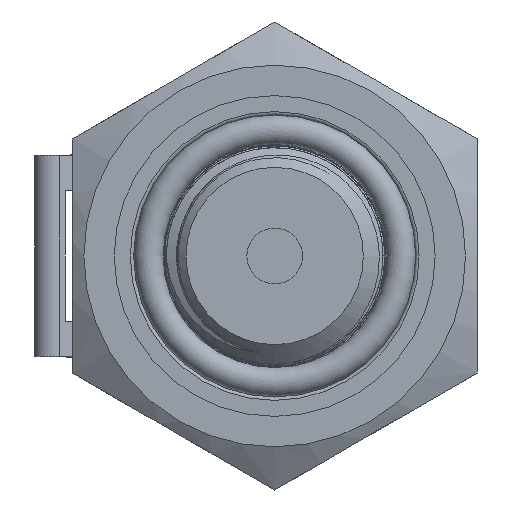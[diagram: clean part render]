
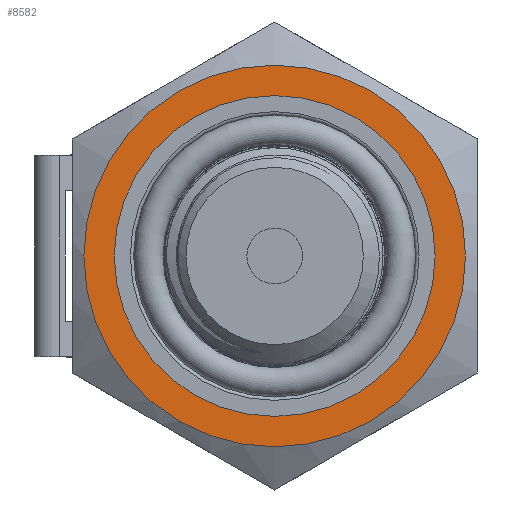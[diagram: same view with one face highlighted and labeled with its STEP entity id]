
A CAD part, left-side view. The second image highlights one B-rep face of the part: STEP entity #8582.
In plain terms, the highlighted planar face has unit normal (-1, 0, 0).
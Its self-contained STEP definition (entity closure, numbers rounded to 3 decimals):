
#132=PLANE('',#9035);
#288=FACE_BOUND('',#1441,.T.);
#920=FACE_OUTER_BOUND('',#1440,.T.);
#1440=EDGE_LOOP('',(#7328));
#1441=EDGE_LOOP('',(#7329));
#1759=CIRCLE('',#9003,11.3);
#1775=CIRCLE('',#9034,9.5);
#4059=VERTEX_POINT('',#18496);
#4078=VERTEX_POINT('',#21932);
#5171=EDGE_CURVE('',#4059,#4059,#1759,.T.);
#5210=EDGE_CURVE('',#4078,#4078,#1775,.T.);
#7328=ORIENTED_EDGE('',*,*,#5171,.T.);
#7329=ORIENTED_EDGE('',*,*,#5210,.T.);
#8582=ADVANCED_FACE('',(#920,#288),#132,.T.);
#9003=AXIS2_PLACEMENT_3D('',#18498,#10096,#10097);
#9034=AXIS2_PLACEMENT_3D('',#21933,#10166,#10167);
#9035=AXIS2_PLACEMENT_3D('',#21935,#10169,#10170);
#10096=DIRECTION('center_axis',(-1.,0.,0.));
#10097=DIRECTION('ref_axis',(0.,1.,0.));
#10166=DIRECTION('center_axis',(1.,0.,0.));
#10167=DIRECTION('ref_axis',(0.,0.,-1.));
#10169=DIRECTION('center_axis',(-1.,0.,0.));
#10170=DIRECTION('ref_axis',(0.,0.,1.));
#18496=CARTESIAN_POINT('',(14.,-11.3,0.));
#18498=CARTESIAN_POINT('Origin',(14.,0.,0.));
#21932=CARTESIAN_POINT('',(14.,-9.5,0.));
#21933=CARTESIAN_POINT('Origin',(14.,0.,0.));
#21935=CARTESIAN_POINT('Origin',(14.,12.,0.));
